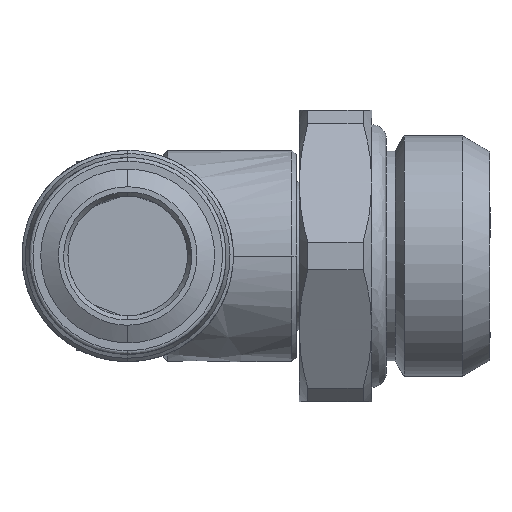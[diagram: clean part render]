
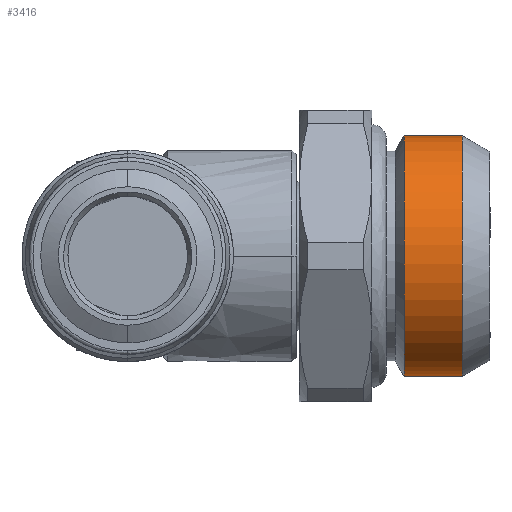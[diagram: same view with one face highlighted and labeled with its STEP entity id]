
A CAD part, left-side view. The second image highlights one B-rep face of the part: STEP entity #3416.
In plain terms, the highlighted free-form (B-spline) face has degree [1, 3] with [2, 4] control points.
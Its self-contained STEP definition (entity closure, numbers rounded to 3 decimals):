
#359 = VERTEX_POINT ( 'NONE', #1623 ) ;
#541 = EDGE_CURVE ( 'NONE', #359, #635, #7989, .T. ) ;
#635 = VERTEX_POINT ( 'NONE', #7979 ) ;
#714 = CARTESIAN_POINT ( 'NONE',  ( -2.101, -18.754, 8.25 ) ) ;
#769 = CARTESIAN_POINT ( 'NONE',  ( -2.101, -18.754, -8.25 ) ) ;
#832 = FACE_OUTER_BOUND ( 'NONE', #1657, .T. ) ;
#1183 = ORIENTED_EDGE ( 'NONE', *, *, #5456, .F. ) ;
#1623 = CARTESIAN_POINT ( 'NONE',  ( -2.101, -18.754, 8.25 ) ) ;
#1627 = CARTESIAN_POINT ( 'NONE',  ( -2.101, -22.743, 8.25 ) ) ;
#1657 = EDGE_LOOP ( 'NONE', ( #3265, #1183, #7298, #6166 ) ) ;
#2093 = CARTESIAN_POINT ( 'NONE',  ( -2.101, -18.754, -8.25 ) ) ;
#2489 =( BOUNDED_SURFACE ( )  B_SPLINE_SURFACE ( 1, 3, ( 
 ( #4492, #6670, #7418, #8949 ),
 ( #1627, #3761, #8222, #6639 ) ),
 .UNSPECIFIED., .F., .F., .F. ) 
 B_SPLINE_SURFACE_WITH_KNOTS ( ( 2, 2 ),
 ( 4, 4 ),
 ( 0., 1. ),
 ( 0., 1. ),
 .UNSPECIFIED. ) 
 GEOMETRIC_REPRESENTATION_ITEM ( )  RATIONAL_B_SPLINE_SURFACE ( (
 ( 1., 0.333, 0.333, 1.),
 ( 1., 0.333, 0.333, 1.) ) ) 
 REPRESENTATION_ITEM ( '' )  SURFACE ( )  );
#2582 = CARTESIAN_POINT ( 'NONE',  ( -2.101, -18.754, 8.25 ) ) ;
#2927 = CARTESIAN_POINT ( 'NONE',  ( -2.101, -22.743, -8.25 ) ) ;
#3021 = VERTEX_POINT ( 'NONE', #769 ) ;
#3077 = CARTESIAN_POINT ( 'NONE',  ( -2.101, -22.743, -8.25 ) ) ;
#3158 = VERTEX_POINT ( 'NONE', #3077 ) ;
#3265 = ORIENTED_EDGE ( 'NONE', *, *, #4921, .T. ) ;
#3416 = ADVANCED_FACE ( 'NONE', ( #832 ), #2489, .F. ) ;
#3656 = CARTESIAN_POINT ( 'NONE',  ( -18.601, -18.754, 8.25 ) ) ;
#3761 = CARTESIAN_POINT ( 'NONE',  ( -18.601, -22.743, 8.25 ) ) ;
#3861 =( BOUNDED_CURVE ( )  B_SPLINE_CURVE ( 3, ( #6531, #7282, #7311, #2927 ),
 .UNSPECIFIED., .F., .F. ) 
 B_SPLINE_CURVE_WITH_KNOTS ( ( 4, 4 ),
 ( -3.142, 0. ),
 .UNSPECIFIED. ) 
 CURVE ( )  GEOMETRIC_REPRESENTATION_ITEM ( )  RATIONAL_B_SPLINE_CURVE ( ( 1., 0.333, 0.333, 1. ) ) 
 REPRESENTATION_ITEM ( '' )  );
#4379 =( BOUNDED_CURVE ( )  B_SPLINE_CURVE ( 3, ( #714, #3656, #6631, #9444 ),
 .UNSPECIFIED., .F., .F. ) 
 B_SPLINE_CURVE_WITH_KNOTS ( ( 4, 4 ),
 ( -3.142, 0. ),
 .UNSPECIFIED. ) 
 CURVE ( )  GEOMETRIC_REPRESENTATION_ITEM ( )  RATIONAL_B_SPLINE_CURVE ( ( 1., 0.333, 0.333, 1. ) ) 
 REPRESENTATION_ITEM ( '' )  );
#4492 = CARTESIAN_POINT ( 'NONE',  ( -2.101, -18.754, 8.25 ) ) ;
#4921 = EDGE_CURVE ( 'NONE', #359, #3021, #4379, .T. ) ;
#5456 = EDGE_CURVE ( 'NONE', #3158, #3021, #6596, .T. ) ;
#6166 = ORIENTED_EDGE ( 'NONE', *, *, #541, .F. ) ;
#6531 = CARTESIAN_POINT ( 'NONE',  ( -2.101, -22.743, 8.25 ) ) ;
#6596 = B_SPLINE_CURVE_WITH_KNOTS ( 'NONE', 1,
 ( #9394, #2093 ),
 .UNSPECIFIED., .F., .F.,
 ( 2, 2 ),
 ( -1., 0. ),
 .UNSPECIFIED. ) ;
#6631 = CARTESIAN_POINT ( 'NONE',  ( -18.601, -18.754, -8.25 ) ) ;
#6639 = CARTESIAN_POINT ( 'NONE',  ( -2.101, -22.743, -8.25 ) ) ;
#6659 = EDGE_CURVE ( 'NONE', #635, #3158, #3861, .T. ) ;
#6670 = CARTESIAN_POINT ( 'NONE',  ( -18.601, -18.754, 8.25 ) ) ;
#7282 = CARTESIAN_POINT ( 'NONE',  ( -18.601, -22.743, 8.25 ) ) ;
#7298 = ORIENTED_EDGE ( 'NONE', *, *, #6659, .F. ) ;
#7311 = CARTESIAN_POINT ( 'NONE',  ( -18.601, -22.743, -8.25 ) ) ;
#7418 = CARTESIAN_POINT ( 'NONE',  ( -18.601, -18.754, -8.25 ) ) ;
#7848 = CARTESIAN_POINT ( 'NONE',  ( -2.101, -22.743, 8.25 ) ) ;
#7979 = CARTESIAN_POINT ( 'NONE',  ( -2.101, -22.743, 8.25 ) ) ;
#7989 = B_SPLINE_CURVE_WITH_KNOTS ( 'NONE', 1,
 ( #2582, #7848 ),
 .UNSPECIFIED., .F., .F.,
 ( 2, 2 ),
 ( -1., 0. ),
 .UNSPECIFIED. ) ;
#8222 = CARTESIAN_POINT ( 'NONE',  ( -18.601, -22.743, -8.25 ) ) ;
#8949 = CARTESIAN_POINT ( 'NONE',  ( -2.101, -18.754, -8.25 ) ) ;
#9394 = CARTESIAN_POINT ( 'NONE',  ( -2.101, -22.743, -8.25 ) ) ;
#9444 = CARTESIAN_POINT ( 'NONE',  ( -2.101, -18.754, -8.25 ) ) ;
